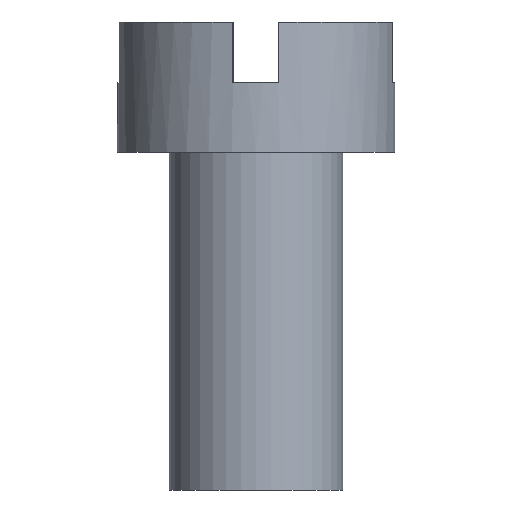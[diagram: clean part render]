
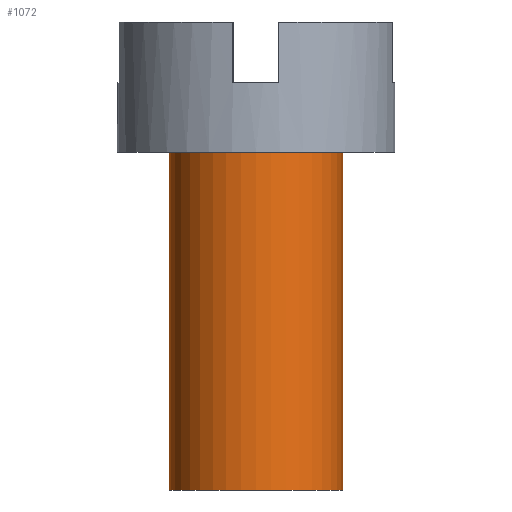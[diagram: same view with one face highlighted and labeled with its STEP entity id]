
A CAD part, front view. The second image highlights one B-rep face of the part: STEP entity #1072.
In plain terms, the highlighted cylindrical face has radius 1 mm (diameter 2 mm), a full revolution.
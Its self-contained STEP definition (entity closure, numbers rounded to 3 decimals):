
#66 = PLANE('',#67);
#67 = AXIS2_PLACEMENT_3D('',#68,#69,#70);
#68 = CARTESIAN_POINT('',(0.,0.,0.));
#69 = DIRECTION('',(0.,0.,1.));
#70 = DIRECTION('',(1.,0.,0.));
#1040 = EDGE_CURVE('',#1041,#1041,#1043,.T.);
#1041 = VERTEX_POINT('',#1042);
#1042 = CARTESIAN_POINT('',(1.,0.,0.));
#1043 = SURFACE_CURVE('',#1044,(#1049,#1060),.PCURVE_S1.);
#1044 = CIRCLE('',#1045,1.);
#1045 = AXIS2_PLACEMENT_3D('',#1046,#1047,#1048);
#1046 = CARTESIAN_POINT('',(0.,0.,0.));
#1047 = DIRECTION('',(0.,0.,-1.));
#1048 = DIRECTION('',(1.,0.,0.));
#1049 = PCURVE('',#66,#1050);
#1050 = DEFINITIONAL_REPRESENTATION('',(#1051),#1059);
#1051 = ( BOUNDED_CURVE() B_SPLINE_CURVE(2,(#1052,#1053,#1054,#1055,
#1056,#1057,#1058),.UNSPECIFIED.,.T.,.F.) B_SPLINE_CURVE_WITH_KNOTS((1,2
    ,2,2,2,1),(-2.094,0.,2.094,4.189,
6.283,8.378),.UNSPECIFIED.) CURVE() 
GEOMETRIC_REPRESENTATION_ITEM() RATIONAL_B_SPLINE_CURVE((1.,0.5,1.,0.5,
1.,0.5,1.)) REPRESENTATION_ITEM('') );
#1052 = CARTESIAN_POINT('',(1.,0.));
#1053 = CARTESIAN_POINT('',(1.,-1.732));
#1054 = CARTESIAN_POINT('',(-0.5,-0.866));
#1055 = CARTESIAN_POINT('',(-2.,0.));
#1056 = CARTESIAN_POINT('',(-0.5,0.866));
#1057 = CARTESIAN_POINT('',(1.,1.732));
#1058 = CARTESIAN_POINT('',(1.,0.));
#1059 = ( GEOMETRIC_REPRESENTATION_CONTEXT(2) 
PARAMETRIC_REPRESENTATION_CONTEXT() REPRESENTATION_CONTEXT('2D SPACE',''
  ) );
#1060 = PCURVE('',#1061,#1066);
#1061 = CYLINDRICAL_SURFACE('',#1062,1.);
#1062 = AXIS2_PLACEMENT_3D('',#1063,#1064,#1065);
#1063 = CARTESIAN_POINT('',(0.,0.,0.));
#1064 = DIRECTION('',(0.,0.,1.));
#1065 = DIRECTION('',(1.,0.,0.));
#1066 = DEFINITIONAL_REPRESENTATION('',(#1067),#1071);
#1067 = LINE('',#1068,#1069);
#1068 = CARTESIAN_POINT('',(-0.,0.));
#1069 = VECTOR('',#1070,1.);
#1070 = DIRECTION('',(-1.,0.));
#1071 = ( GEOMETRIC_REPRESENTATION_CONTEXT(2) 
PARAMETRIC_REPRESENTATION_CONTEXT() REPRESENTATION_CONTEXT('2D SPACE',''
  ) );
#1072 = ADVANCED_FACE('',(#1073),#1061,.T.);
#1073 = FACE_BOUND('',#1074,.F.);
#1074 = EDGE_LOOP('',(#1075,#1076,#1099,#1126));
#1075 = ORIENTED_EDGE('',*,*,#1040,.F.);
#1076 = ORIENTED_EDGE('',*,*,#1077,.T.);
#1077 = EDGE_CURVE('',#1041,#1078,#1080,.T.);
#1078 = VERTEX_POINT('',#1079);
#1079 = CARTESIAN_POINT('',(1.,0.,-3.9));
#1080 = SEAM_CURVE('',#1081,(#1085,#1092),.PCURVE_S1.);
#1081 = LINE('',#1082,#1083);
#1082 = CARTESIAN_POINT('',(1.,0.,0.));
#1083 = VECTOR('',#1084,1.);
#1084 = DIRECTION('',(0.,0.,-1.));
#1085 = PCURVE('',#1061,#1086);
#1086 = DEFINITIONAL_REPRESENTATION('',(#1087),#1091);
#1087 = LINE('',#1088,#1089);
#1088 = CARTESIAN_POINT('',(-6.283,0.));
#1089 = VECTOR('',#1090,1.);
#1090 = DIRECTION('',(-0.,-1.));
#1091 = ( GEOMETRIC_REPRESENTATION_CONTEXT(2) 
PARAMETRIC_REPRESENTATION_CONTEXT() REPRESENTATION_CONTEXT('2D SPACE',''
  ) );
#1092 = PCURVE('',#1061,#1093);
#1093 = DEFINITIONAL_REPRESENTATION('',(#1094),#1098);
#1094 = LINE('',#1095,#1096);
#1095 = CARTESIAN_POINT('',(-0.,0.));
#1096 = VECTOR('',#1097,1.);
#1097 = DIRECTION('',(-0.,-1.));
#1098 = ( GEOMETRIC_REPRESENTATION_CONTEXT(2) 
PARAMETRIC_REPRESENTATION_CONTEXT() REPRESENTATION_CONTEXT('2D SPACE',''
  ) );
#1099 = ORIENTED_EDGE('',*,*,#1100,.T.);
#1100 = EDGE_CURVE('',#1078,#1078,#1101,.T.);
#1101 = SURFACE_CURVE('',#1102,(#1107,#1114),.PCURVE_S1.);
#1102 = CIRCLE('',#1103,1.);
#1103 = AXIS2_PLACEMENT_3D('',#1104,#1105,#1106);
#1104 = CARTESIAN_POINT('',(0.,0.,-3.9));
#1105 = DIRECTION('',(0.,0.,-1.));
#1106 = DIRECTION('',(1.,0.,0.));
#1107 = PCURVE('',#1061,#1108);
#1108 = DEFINITIONAL_REPRESENTATION('',(#1109),#1113);
#1109 = LINE('',#1110,#1111);
#1110 = CARTESIAN_POINT('',(-0.,-3.9));
#1111 = VECTOR('',#1112,1.);
#1112 = DIRECTION('',(-1.,0.));
#1113 = ( GEOMETRIC_REPRESENTATION_CONTEXT(2) 
PARAMETRIC_REPRESENTATION_CONTEXT() REPRESENTATION_CONTEXT('2D SPACE',''
  ) );
#1114 = PCURVE('',#1115,#1120);
#1115 = PLANE('',#1116);
#1116 = AXIS2_PLACEMENT_3D('',#1117,#1118,#1119);
#1117 = CARTESIAN_POINT('',(0.,0.,-3.9
    ));
#1118 = DIRECTION('',(-0.,-0.,-1.));
#1119 = DIRECTION('',(-1.,0.,0.));
#1120 = DEFINITIONAL_REPRESENTATION('',(#1121),#1125);
#1121 = CIRCLE('',#1122,1.);
#1122 = AXIS2_PLACEMENT_2D('',#1123,#1124);
#1123 = CARTESIAN_POINT('',(0.,0.));
#1124 = DIRECTION('',(-1.,0.));
#1125 = ( GEOMETRIC_REPRESENTATION_CONTEXT(2) 
PARAMETRIC_REPRESENTATION_CONTEXT() REPRESENTATION_CONTEXT('2D SPACE',''
  ) );
#1126 = ORIENTED_EDGE('',*,*,#1077,.F.);
